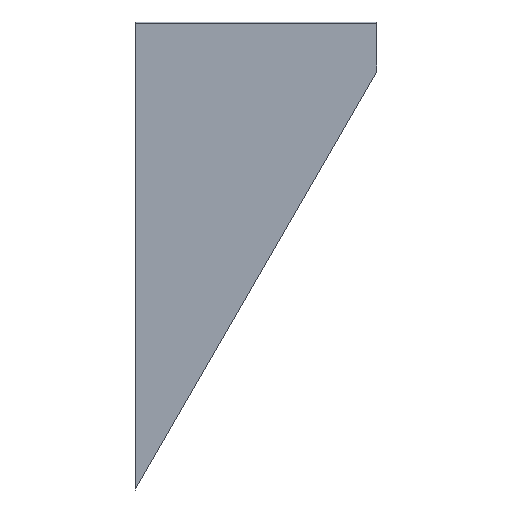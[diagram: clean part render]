
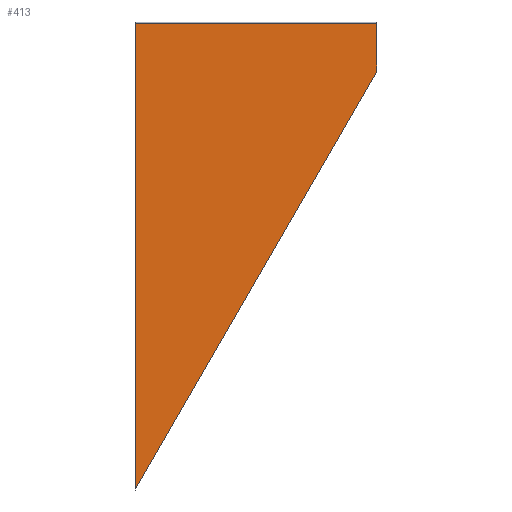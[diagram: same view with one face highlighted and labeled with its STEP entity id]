
A CAD part, front view. The second image highlights one B-rep face of the part: STEP entity #413.
In plain terms, the highlighted planar face has unit normal (0, -1, 0).
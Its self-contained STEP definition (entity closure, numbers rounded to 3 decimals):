
#21 = VECTOR ( 'NONE', #658, 1000. ) ;
#84 = LINE ( 'NONE', #586, #332 ) ;
#99 = VECTOR ( 'NONE', #133, 1000. ) ;
#133 = DIRECTION ( 'NONE',  ( -1., 0., 0. ) ) ;
#183 = LINE ( 'NONE', #620, #300 ) ;
#187 = CARTESIAN_POINT ( 'NONE',  ( -653., -25., 570. ) ) ;
#197 = PLANE ( 'NONE',  #604 ) ;
#202 = EDGE_LOOP ( 'NONE', ( #290, #463, #393, #864 ) ) ;
#204 = CARTESIAN_POINT ( 'NONE',  ( -1200., -25., 570. ) ) ;
#290 = ORIENTED_EDGE ( 'NONE', *, *, #865, .F. ) ;
#300 = VECTOR ( 'NONE', #475, 1000. ) ;
#326 = CARTESIAN_POINT ( 'NONE',  ( -1200., -25., -485.461 ) ) ;
#327 = DIRECTION ( 'NONE',  ( 0., 1., 0. ) ) ;
#332 = VECTOR ( 'NONE', #525, 1000. ) ;
#358 = CARTESIAN_POINT ( 'NONE',  ( 4825.051, -25., 570. ) ) ;
#365 = LINE ( 'NONE', #358, #99 ) ;
#368 = CARTESIAN_POINT ( 'NONE',  ( -653., -25., 461.971 ) ) ;
#393 = ORIENTED_EDGE ( 'NONE', *, *, #425, .T. ) ;
#413 = ADVANCED_FACE ( 'NONE', ( #849 ), #197, .F. ) ;
#425 = EDGE_CURVE ( 'NONE', #701, #806, #365, .T. ) ;
#426 = CARTESIAN_POINT ( 'NONE',  ( -653., -25., 461.971 ) ) ;
#463 = ORIENTED_EDGE ( 'NONE', *, *, #898, .F. ) ;
#467 = VERTEX_POINT ( 'NONE', #426 ) ;
#475 = DIRECTION ( 'NONE',  ( 0., 0., 1. ) ) ;
#525 = DIRECTION ( 'NONE',  ( -0.5, 0., -0.866 ) ) ;
#586 = CARTESIAN_POINT ( 'NONE',  ( -1200., -25., -485.461 ) ) ;
#587 = EDGE_CURVE ( 'NONE', #718, #806, #183, .T. ) ;
#604 = AXIS2_PLACEMENT_3D ( 'NONE', #713, #327, #616 ) ;
#616 = DIRECTION ( 'NONE',  ( 0., 0., -1. ) ) ;
#620 = CARTESIAN_POINT ( 'NONE',  ( -1200., -25., 573. ) ) ;
#658 = DIRECTION ( 'NONE',  ( 0., 0., -1. ) ) ;
#672 = LINE ( 'NONE', #368, #21 ) ;
#701 = VERTEX_POINT ( 'NONE', #187 ) ;
#713 = CARTESIAN_POINT ( 'NONE',  ( 0., -25., 0. ) ) ;
#718 = VERTEX_POINT ( 'NONE', #326 ) ;
#806 = VERTEX_POINT ( 'NONE', #204 ) ;
#849 = FACE_OUTER_BOUND ( 'NONE', #202, .T. ) ;
#864 = ORIENTED_EDGE ( 'NONE', *, *, #587, .F. ) ;
#865 = EDGE_CURVE ( 'NONE', #467, #718, #84, .T. ) ;
#898 = EDGE_CURVE ( 'NONE', #701, #467, #672, .T. ) ;
